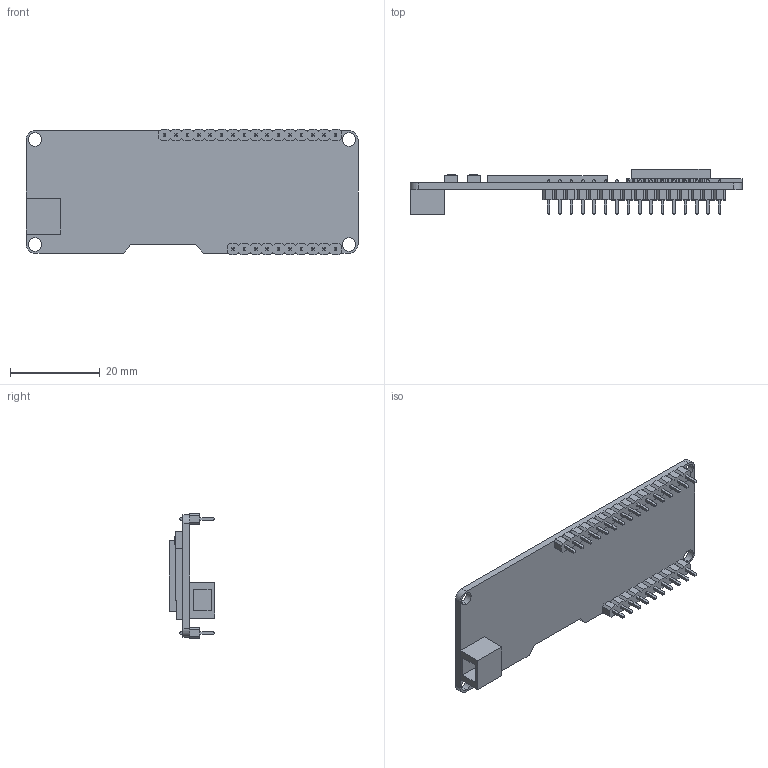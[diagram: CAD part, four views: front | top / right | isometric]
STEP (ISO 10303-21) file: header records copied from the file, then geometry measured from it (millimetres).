
FILE_DESCRIPTION (( 'STEP AP214' ), '1' );
FILE_NAME ('Wemos.STEP', '2017-12-27T07:35:16', ( '' ), ( '' ), 'SwSTEP 2.0', 'SolidWorks 2015', '' );
FILE_SCHEMA (( 'AUTOMOTIVE_DESIGN' ));
Length unit declared in the file: inch
Products named in the file (16): Header 16 Pin^Wemos; OLED^Wemos; Button; ESP32; Wemos; Header 10 Pin; Power; WemosBoard^Wemos
Assembly tree (8 placements, depth 2):
  OLED^Wemos
  ESP32
  Header 16 Pin^Wemos
  Wemos
    WemosBoard^Wemos
    ESP32
    Header 10 Pin
    Header 16 Pin^Wemos
    OLED^Wemos
    Button  x2
    Power
  Button
Bounding box: 74 x 10.15 x 27.89 mm (x, y, z)
Volume: 5404.1 mm3; surface area: 8144 mm2
Topology: 8 solids, 8 shells, 844 faces, 2108 edges, 1336 vertices
Faces by surface type: plane 724, cylinder 120
Entity records: 34082 total; most frequent: CARTESIAN_POINT 4261, ORIENTED_EDGE 4180, DIRECTION 4020, EDGE_CURVE 2090, LINE 1854, VECTOR 1854, VERTEX_POINT 1324, AXIS2_PLACEMENT_3D 1083
